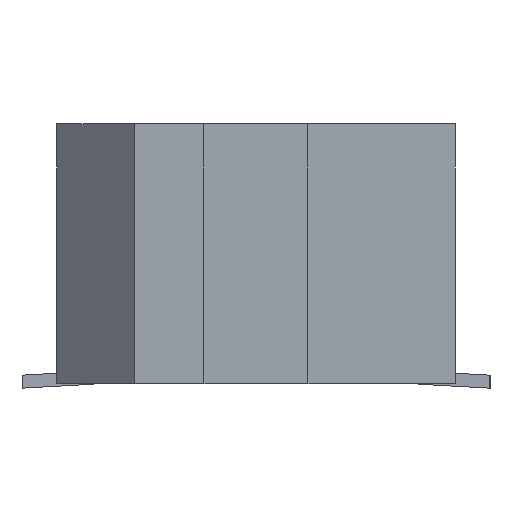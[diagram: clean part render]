
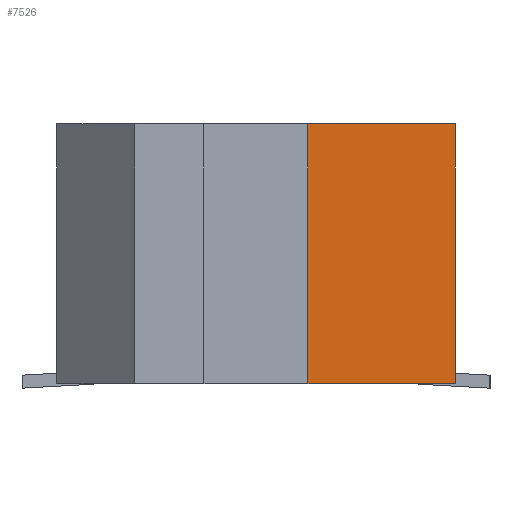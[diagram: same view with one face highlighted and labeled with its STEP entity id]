
A CAD part, left-side view. The second image highlights one B-rep face of the part: STEP entity #7526.
In plain terms, the highlighted planar face has unit normal (-1, 0, 0).
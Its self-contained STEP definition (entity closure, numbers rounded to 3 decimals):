
#7464 = ORIENTED_EDGE ( 'NONE', *, *, #7469, .F. ) ;
#7465 = VERTEX_POINT ( 'NONE', #20614 ) ;
#7468 = EDGE_LOOP ( 'NONE', ( #7521, #7464, #7470, #7538 ) ) ;
#7469 = EDGE_CURVE ( 'NONE', #7465, #7524, #20613, .T. ) ;
#7470 = ORIENTED_EDGE ( 'NONE', *, *, #7530, .F. ) ;
#7521 = ORIENTED_EDGE ( 'NONE', *, *, #7522, .T. ) ;
#7522 = EDGE_CURVE ( 'NONE', #7523, #7524, #20656, .T. ) ;
#7523 = VERTEX_POINT ( 'NONE', #20652 ) ;
#7524 = VERTEX_POINT ( 'NONE', #20651 ) ;
#7526 = ADVANCED_FACE ( 'NONE', ( #20710 ), #20709, .T. ) ;
#7530 = EDGE_CURVE ( 'NONE', #7531, #7465, #20700, .T. ) ;
#7531 = VERTEX_POINT ( 'NONE', #20696 ) ;
#7538 = ORIENTED_EDGE ( 'NONE', *, *, #7539, .T. ) ;
#7539 = EDGE_CURVE ( 'NONE', #7531, #7523, #20743, .T. ) ;
#20610 = DIRECTION ( 'NONE',  ( 0., 1., 0. ) ) ;
#20611 = VECTOR ( 'NONE', #20610, 1000. ) ;
#20612 = CARTESIAN_POINT ( 'NONE',  ( -14.1, -2.3, 0.05 ) ) ;
#20613 = LINE ( 'NONE', #20612, #20611 ) ;
#20614 = CARTESIAN_POINT ( 'NONE',  ( -14.1, -2.3, 0.05 ) ) ;
#20651 = CARTESIAN_POINT ( 'NONE',  ( -14.1, -0.6, 0.05 ) ) ;
#20652 = CARTESIAN_POINT ( 'NONE',  ( -14.1, -0.6, 3.05 ) ) ;
#20653 = DIRECTION ( 'NONE',  ( 0., 0., -1. ) ) ;
#20654 = VECTOR ( 'NONE', #20653, 1000. ) ;
#20655 = CARTESIAN_POINT ( 'NONE',  ( -14.1, -0.6, 3.05 ) ) ;
#20656 = LINE ( 'NONE', #20655, #20654 ) ;
#20696 = CARTESIAN_POINT ( 'NONE',  ( -14.1, -2.3, 3.05 ) ) ;
#20697 = DIRECTION ( 'NONE',  ( 0., 0., -1. ) ) ;
#20698 = VECTOR ( 'NONE', #20697, 1000. ) ;
#20699 = CARTESIAN_POINT ( 'NONE',  ( -14.1, -2.3, 3.05 ) ) ;
#20700 = LINE ( 'NONE', #20699, #20698 ) ;
#20705 = DIRECTION ( 'NONE',  ( 0., -1., 0. ) ) ;
#20706 = DIRECTION ( 'NONE',  ( -1., 0., 0. ) ) ;
#20707 = CARTESIAN_POINT ( 'NONE',  ( -14.1, -2.3, 3.05 ) ) ;
#20708 = AXIS2_PLACEMENT_3D ( 'NONE', #20707, #20706, #20705 ) ;
#20709 = PLANE ( 'NONE',  #20708 ) ;
#20710 = FACE_OUTER_BOUND ( 'NONE', #7468, .T. ) ;
#20740 = DIRECTION ( 'NONE',  ( 0., 1., 0. ) ) ;
#20741 = VECTOR ( 'NONE', #20740, 1000. ) ;
#20742 = CARTESIAN_POINT ( 'NONE',  ( -14.1, -2.3, 3.05 ) ) ;
#20743 = LINE ( 'NONE', #20742, #20741 ) ;
